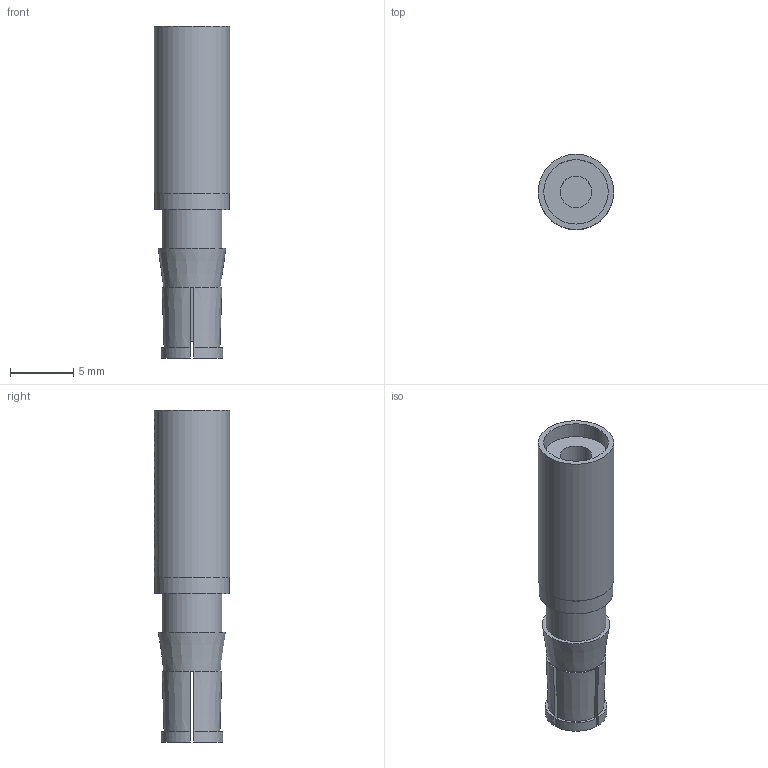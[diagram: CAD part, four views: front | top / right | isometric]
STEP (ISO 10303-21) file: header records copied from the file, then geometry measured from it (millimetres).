
FILE_DESCRIPTION(/* description */ ('Alibre Inc.'),/* implementation_level */ '2;1');
FILE_NAME(/* name */ 'export0',/* time_stamp */ '2010-07-08T10:24:41-07:00',/* author */ (''),/* organization */ (''),/* preprocessor_version */ 'ST-DEVELOPER v10',/* originating_system */ 'Alibre',/* authorisation */ '');
FILE_SCHEMA (('CONFIG_CONTROL_DESIGN'));
Length unit declared in the file: centimetre
Products named in the file (1): 100909
Bounding box: 5.94 x 5.94 x 26.16 mm (x, y, z)
Volume: 457 mm3; surface area: 757.7 mm2
Topology: 1 solids, 2 shells, 429 faces, 1167 edges, 776 vertices
Faces by surface type: bspline 216, plane 183, cylinder 19, cone 11
Full cylindrical faces by diameter (mm): 0.635 x1, 1.575 x1, 1.62 x1, 2.489 x1, 3.708 x1, 4.724 x1, 5.08 x1, 5.853 x1, 5.944 x1
Entity records: 14262 total; most frequent: CARTESIAN_POINT 5223, ORIENTED_EDGE 2302, EDGE_CURVE 1151, DIRECTION 976, VERTEX_POINT 770, VECTOR 580, LINE 580, EDGE_LOOP 473
